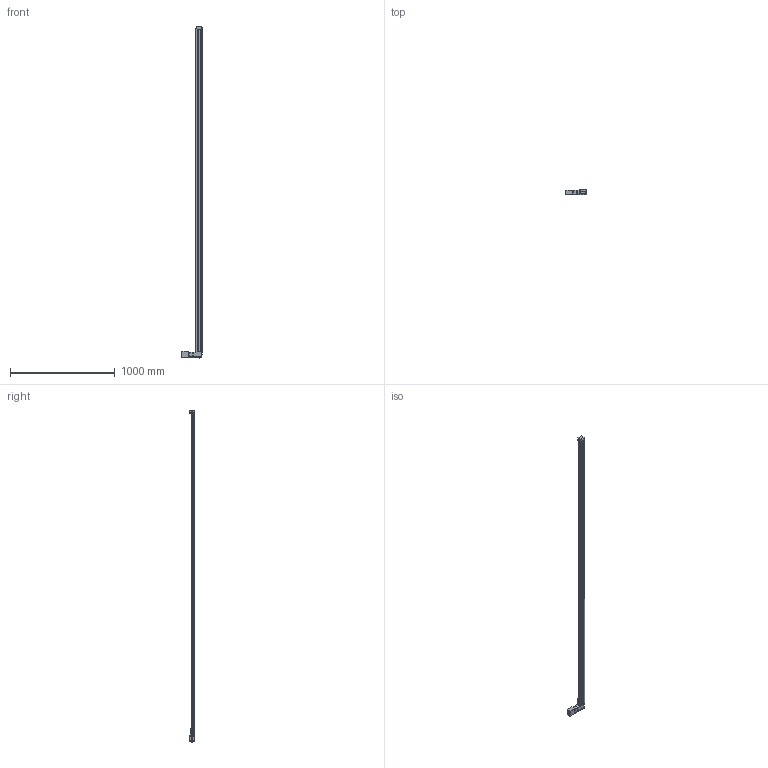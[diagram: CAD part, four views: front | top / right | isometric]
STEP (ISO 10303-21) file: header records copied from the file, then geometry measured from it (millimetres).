
FILE_DESCRIPTION (( 'STEP AP203' ), '1' );
FILE_NAME ('BLQ3000-E01T3A.step', '2023-05-18T00:17:36', ( '' ), ( '' ), 'SwSTEP 2.0', 'SolidWorks 2019', '' );
FILE_SCHEMA (( 'CONFIG_CONTROL_DESIGN' ));
Length unit declared in the file: millimetre
Products named in the file (4): NMS17_motor^BLQ_BLQ-E01T3A; BLQ3000-E01T3A; BLQ_base^BLQ_BLQ3000; BLQ_carriage^BLQ_Standard
Assembly tree (3 placements, depth 2):
  BLQ3000-E01T3A
    BLQ_base^BLQ_BLQ3000
    BLQ_carriage^BLQ_Standard
    NMS17_motor^BLQ_BLQ-E01T3A
Bounding box: 204.61 x 44.15 x 3168.2 mm (x, y, z)
Volume: 2888567.9 mm3; surface area: 1018092.4 mm2
Topology: 29 solids, 29 shells, 1217 faces, 3270 edges, 2152 vertices
Faces by surface type: plane 613, cylinder 552, cone 26, torus 16, sphere 10
Entity records: 38994 total; most frequent: CARTESIAN_POINT 7047, DIRECTION 6804, ORIENTED_EDGE 6492, EDGE_CURVE 3246, AXIS2_PLACEMENT_3D 2453, VERTEX_POINT 2144, LINE 1898, VECTOR 1898
